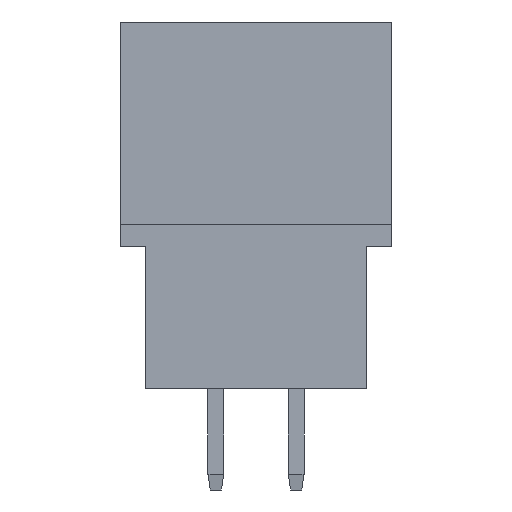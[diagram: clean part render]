
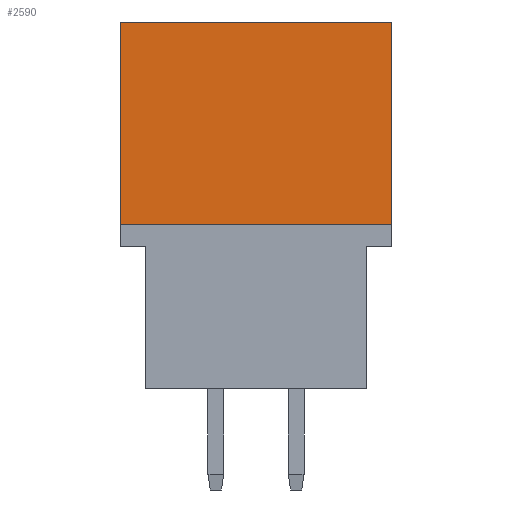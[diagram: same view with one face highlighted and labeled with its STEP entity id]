
A CAD part, left-side view. The second image highlights one B-rep face of the part: STEP entity #2590.
In plain terms, the highlighted planar face has unit normal (-1, 0, 0).
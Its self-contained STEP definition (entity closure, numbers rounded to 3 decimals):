
#1930=CARTESIAN_POINT('',(8.14,8.6,5.2));
#1940=VERTEX_POINT('',#1930);
#1970=CARTESIAN_POINT('',(8.14,9.46,5.2));
#1980=DIRECTION('',(0.,-1.,0.));
#1990=VECTOR('',#1980,1.);
#2000=LINE('',#1970,#1990);
#2010=CARTESIAN_POINT('',(8.14,0.,5.2));
#2020=VERTEX_POINT('',#2010);
#2030=EDGE_CURVE('',#1940,#2020,#2000,.T.);
#2290=CARTESIAN_POINT('',(8.14,9.46,11.6));
#2300=DIRECTION('',(1.,-0.,0.));
#2310=DIRECTION('',(0.,0.,-1.));
#2320=AXIS2_PLACEMENT_3D('',#2290,#2300,#2310);
#2330=PLANE('',#2320);
#2340=CARTESIAN_POINT('',(8.14,0.,11.6));
#2350=DIRECTION('',(0.,1.,0.));
#2360=VECTOR('',#2350,1.);
#2370=LINE('',#2340,#2360);
#2380=CARTESIAN_POINT('',(8.14,0.,11.6));
#2390=VERTEX_POINT('',#2380);
#2400=CARTESIAN_POINT('',(8.14,8.6,11.6));
#2410=VERTEX_POINT('',#2400);
#2420=EDGE_CURVE('',#2390,#2410,#2370,.T.);
#2430=ORIENTED_EDGE('',*,*,#2420,.T.);
#2440=CARTESIAN_POINT('',(8.14,0.,0.));
#2450=DIRECTION('',(0.,0.,1.));
#2460=VECTOR('',#2450,1.);
#2470=LINE('',#2440,#2460);
#2480=EDGE_CURVE('',#2020,#2390,#2470,.T.);
#2490=ORIENTED_EDGE('',*,*,#2480,.T.);
#2500=ORIENTED_EDGE('',*,*,#2030,.T.);
#2510=CARTESIAN_POINT('',(8.14,8.6,0.));
#2520=DIRECTION('',(0.,0.,-1.));
#2530=VECTOR('',#2520,1.);
#2540=LINE('',#2510,#2530);
#2550=EDGE_CURVE('',#2410,#1940,#2540,.T.);
#2560=ORIENTED_EDGE('',*,*,#2550,.T.);
#2570=EDGE_LOOP('',(#2560,#2500,#2490,#2430));
#2580=FACE_OUTER_BOUND('',#2570,.T.);
#2590=ADVANCED_FACE('',(#2580),#2330,.F.);
